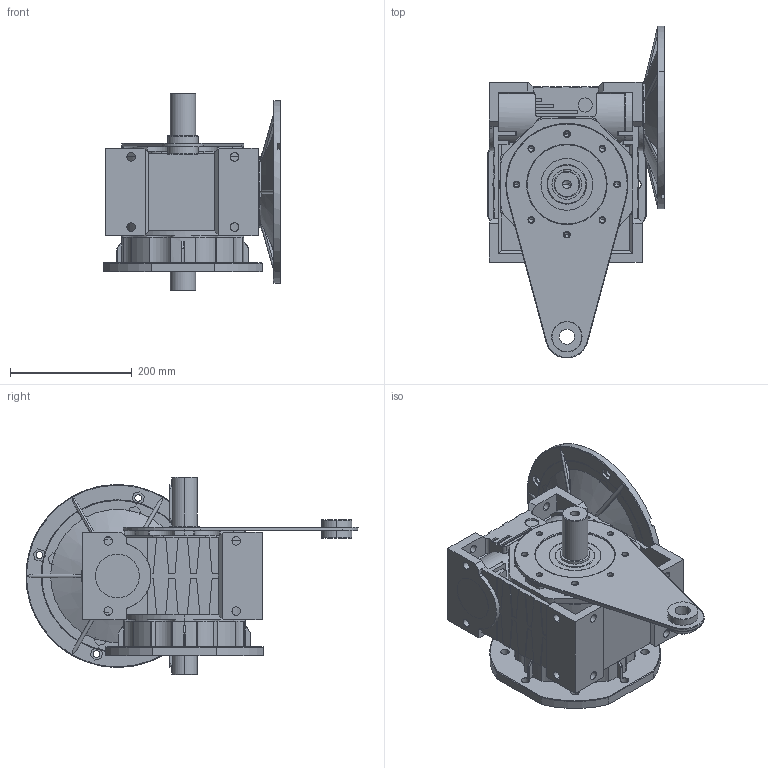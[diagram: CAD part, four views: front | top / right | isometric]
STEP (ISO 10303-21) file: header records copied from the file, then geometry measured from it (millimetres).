
FILE_DESCRIPTION (( 'STEP AP203' ), '1' );
FILE_NAME ('mk-110_n.step', '2020-05-26T09:53:44', ( '' ), ( '' ), 'SwSTEP 2.0', 'SolidWorks 2015', '' );
FILE_SCHEMA (( 'CONFIG_CONTROL_DESIGN' ));
Length unit declared in the file: millimetre
Products named in the file (33): Eje doble MK-100; Brida 112-B14 (MK-110); Brida 112-B5 (MK-110); Brida 100-B5 R (MK-110); Eje simple MK-110; Brida 132-B14 (MK-110); Brida 100-B5 (MK-110); Brida 112-B5 R (MK-110); Brida 90-B5 (MK-110); Brida 90-B14 (MK-100); Brida 100-B14 (MK-110); Cuerpo MK-110_Predeterminado_Como mecanizada_; Brazo de reaccion MK-110; Brida 132-B5 (MK-110); Campana MK-110B (STANDARD); Brida 90-B5 R (MK-110); mk-110_n
Assembly tree (16 placements, depth 2):
  Eje doble MK-100
  Brida 112-B14 (MK-110)
  Brida 112-B5 (MK-110)
  Eje simple MK-110
  Brida 100-B5 (MK-110)
Bounding box: 290 x 544.87 x 324 mm (x, y, z)
Volume: 13698548.4 mm3; surface area: 1931056.5 mm2
Topology: 19 solids, 19 shells, 2278 faces, 6081 edges, 3938 vertices
Faces by surface type: cylinder 1074, plane 994, cone 167, bspline 43
Entity records: 82010 total; most frequent: CARTESIAN_POINT 20756, DIRECTION 12496, ORIENTED_EDGE 12090, EDGE_CURVE 6045, AXIS2_PLACEMENT_3D 4711, VERTEX_POINT 3938, LINE 3074, VECTOR 3074
